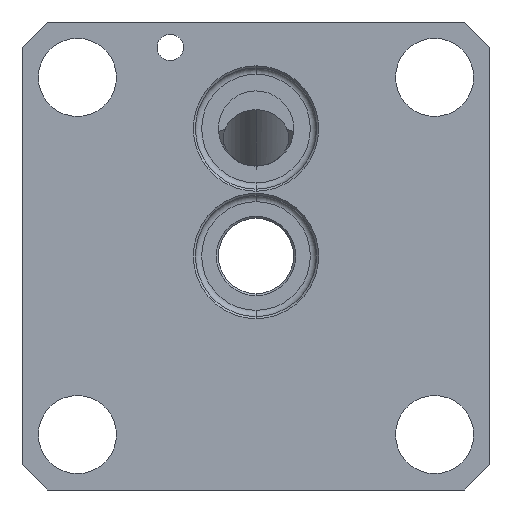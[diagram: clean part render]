
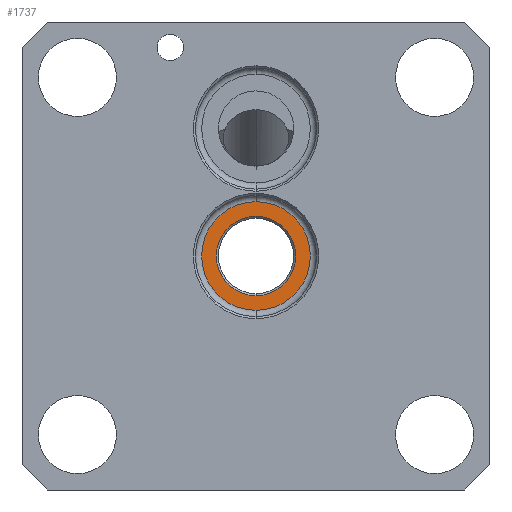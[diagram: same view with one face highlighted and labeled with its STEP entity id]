
A CAD part, front view. The second image highlights one B-rep face of the part: STEP entity #1737.
In plain terms, the highlighted planar face has unit normal (0, 1, 0).
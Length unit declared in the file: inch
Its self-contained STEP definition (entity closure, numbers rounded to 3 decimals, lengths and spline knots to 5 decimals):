
#48 = CARTESIAN_POINT ( 'NONE',  ( -3.35055, -2.54157, 2.16219 ) ) ;
#302 = CIRCLE ( 'NONE', #5906, 0.095 ) ;
#349 = CARTESIAN_POINT ( 'NONE',  ( -3.35055, -2.54157, 2.16219 ) ) ;
#708 = CARTESIAN_POINT ( 'NONE',  ( -3.35055, -2.54157, 2.03219 ) ) ;
#817 = PLANE ( 'NONE',  #8503 ) ;
#865 = EDGE_CURVE ( 'NONE', #3253, #3155, #6560, .T. ) ;
#1152 = DIRECTION ( 'NONE',  ( 0., 1., 0. ) ) ;
#1354 = DIRECTION ( 'NONE',  ( 0., 0., -1. ) ) ;
#1737 = ADVANCED_FACE ( 'NONE', ( #10825, #5808 ), #817, .F. ) ;
#1765 = AXIS2_PLACEMENT_3D ( 'NONE', #1926, #5265, #8617 ) ;
#1926 = CARTESIAN_POINT ( 'NONE',  ( -3.35055, -2.54157, 2.16219 ) ) ;
#2069 = ORIENTED_EDGE ( 'NONE', *, *, #865, .F. ) ;
#2365 = AXIS2_PLACEMENT_3D ( 'NONE', #349, #4669, #8094 ) ;
#2850 = DIRECTION ( 'NONE',  ( 0., 1., 0. ) ) ;
#3155 = VERTEX_POINT ( 'NONE', #3177 ) ;
#3177 = CARTESIAN_POINT ( 'NONE',  ( -3.35055, -2.54157, 2.29219 ) ) ;
#3253 = VERTEX_POINT ( 'NONE', #708 ) ;
#4194 = CARTESIAN_POINT ( 'NONE',  ( -3.35055, -2.54157, 2.25719 ) ) ;
#4669 = DIRECTION ( 'NONE',  ( 0., -1., 0. ) ) ;
#4735 = CIRCLE ( 'NONE', #1765, 0.13 ) ;
#5265 = DIRECTION ( 'NONE',  ( 0., -1., 0. ) ) ;
#5430 = AXIS2_PLACEMENT_3D ( 'NONE', #6948, #1152, #7788 ) ;
#5687 = VERTEX_POINT ( 'NONE', #5752 ) ;
#5752 = CARTESIAN_POINT ( 'NONE',  ( -3.35055, -2.54157, 2.06719 ) ) ;
#5808 = FACE_OUTER_BOUND ( 'NONE', #9257, .T. ) ;
#5906 = AXIS2_PLACEMENT_3D ( 'NONE', #10377, #2850, #1354 ) ;
#5950 = ORIENTED_EDGE ( 'NONE', *, *, #6500, .F. ) ;
#6019 = DIRECTION ( 'NONE',  ( 0., 0., -1. ) ) ;
#6500 = EDGE_CURVE ( 'NONE', #3155, #3253, #4735, .T. ) ;
#6512 = EDGE_CURVE ( 'NONE', #5687, #10820, #10879, .T. ) ;
#6560 = CIRCLE ( 'NONE', #2365, 0.13 ) ;
#6948 = CARTESIAN_POINT ( 'NONE',  ( -3.35055, -2.54157, 2.16219 ) ) ;
#7788 = DIRECTION ( 'NONE',  ( 0., 0., -1. ) ) ;
#8094 = DIRECTION ( 'NONE',  ( 0., 0., -1. ) ) ;
#8189 = EDGE_CURVE ( 'NONE', #10820, #5687, #302, .T. ) ;
#8503 = AXIS2_PLACEMENT_3D ( 'NONE', #48, #9281, #6019 ) ;
#8617 = DIRECTION ( 'NONE',  ( 0., 0., -1. ) ) ;
#8774 = ORIENTED_EDGE ( 'NONE', *, *, #8189, .F. ) ;
#9257 = EDGE_LOOP ( 'NONE', ( #2069, #5950 ) ) ;
#9281 = DIRECTION ( 'NONE',  ( 0., -1., 0. ) ) ;
#9891 = ORIENTED_EDGE ( 'NONE', *, *, #6512, .F. ) ;
#10168 = EDGE_LOOP ( 'NONE', ( #9891, #8774 ) ) ;
#10377 = CARTESIAN_POINT ( 'NONE',  ( -3.35055, -2.54157, 2.16219 ) ) ;
#10820 = VERTEX_POINT ( 'NONE', #4194 ) ;
#10825 = FACE_BOUND ( 'NONE', #10168, .T. ) ;
#10879 = CIRCLE ( 'NONE', #5430, 0.095 ) ;
